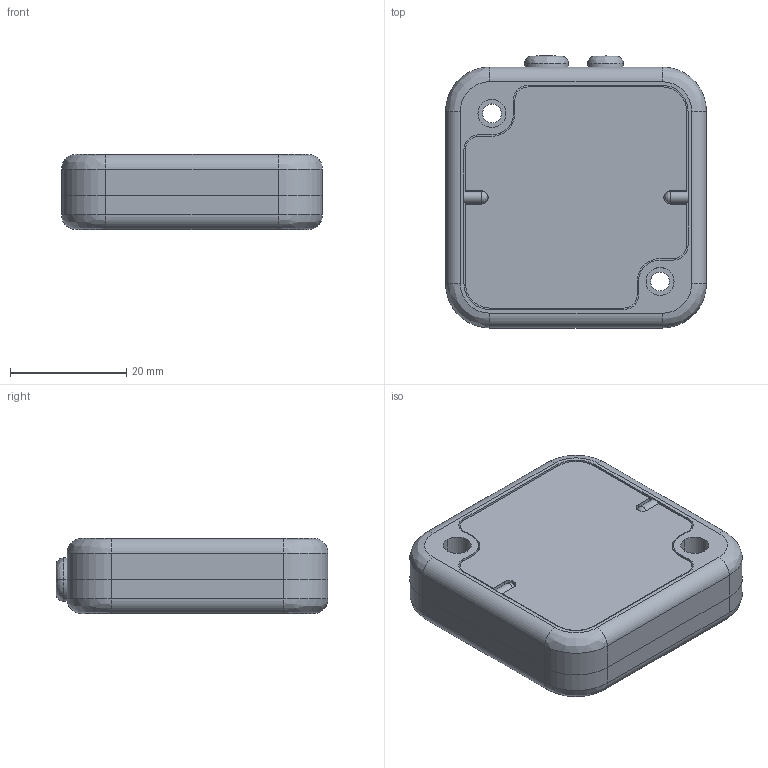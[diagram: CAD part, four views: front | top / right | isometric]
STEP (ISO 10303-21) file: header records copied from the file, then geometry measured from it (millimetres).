
FILE_DESCRIPTION (( 'STEP AP214' ), '1' );
FILE_NAME ('WCP-1521 Rev1.STEP', '2024-01-18T00:20:28', ( '' ), ( '' ), 'SwSTEP 2.0', 'SolidWorks 2022', '' );
FILE_SCHEMA (( 'AUTOMOTIVE_DESIGN' ));
Length unit declared in the file: inch
Products named in the file (1): WCP-1521 Rev1
Bounding box: 44.96 x 46.86 x 12.95 mm (x, y, z)
Volume: 15943.4 mm3; surface area: 21081.4 mm2
Topology: 5 solids, 5 shells, 320 faces, 818 edges, 528 vertices
Faces by surface type: cylinder 166, plane 127, bspline 27
Entity records: 14596 total; most frequent: CARTESIAN_POINT 2432, DIRECTION 1707, ORIENTED_EDGE 1628, EDGE_CURVE 814, AXIS2_PLACEMENT_3D 635, VERTEX_POINT 528, LINE 437, VECTOR 437
